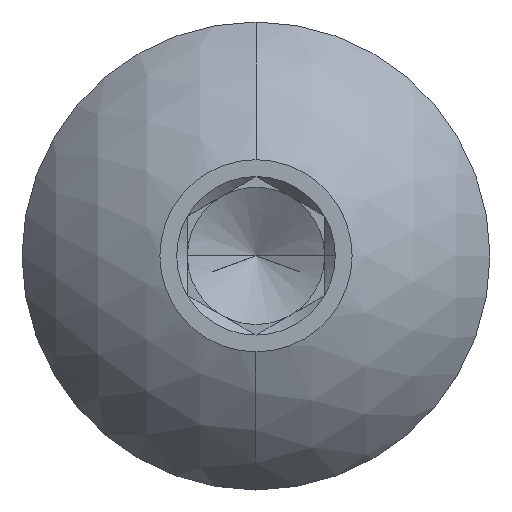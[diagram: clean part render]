
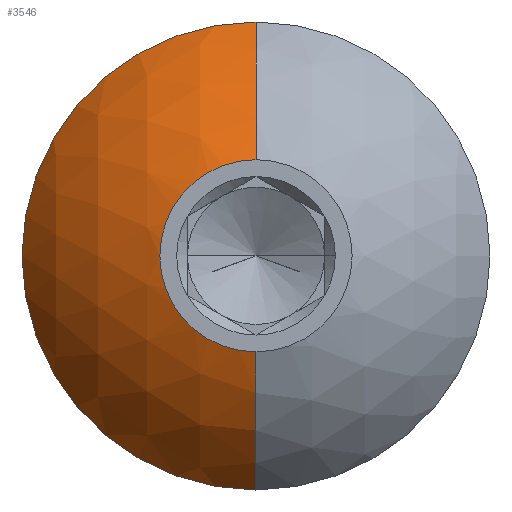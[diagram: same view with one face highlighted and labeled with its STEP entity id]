
A CAD part, top view. The second image highlights one B-rep face of the part: STEP entity #3546.
In plain terms, the highlighted spherical face has radius 3.169 mm.
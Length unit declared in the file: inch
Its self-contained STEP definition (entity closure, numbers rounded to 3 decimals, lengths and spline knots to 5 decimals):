
#50 = EDGE_LOOP ( 'NONE', ( #1911, #490, #4357, #4119, #1876 ) ) ;
#53 = CARTESIAN_POINT ( 'NONE',  ( -0.1065, 0., 0.16514 ) ) ;
#117 = CIRCLE ( 'NONE', #1332, 0.04375 ) ;
#123 = CARTESIAN_POINT ( 'NONE',  ( 0., 0.04375, 0.217 ) ) ;
#150 = VERTEX_POINT ( 'NONE', #53 ) ;
#218 = DIRECTION ( 'NONE',  ( 0., 1., 0. ) ) ;
#307 = CARTESIAN_POINT ( 'NONE',  ( 0., 0., 0.10017 ) ) ;
#483 = CARTESIAN_POINT ( 'NONE',  ( 0., 0., 0.217 ) ) ;
#485 = AXIS2_PLACEMENT_3D ( 'NONE', #1968, #3693, #1580 ) ;
#490 = ORIENTED_EDGE ( 'NONE', *, *, #2407, .T. ) ;
#503 = DIRECTION ( 'NONE',  ( 0., 0., 1. ) ) ;
#525 = CIRCLE ( 'NONE', #918, 0.12476 ) ;
#689 = CARTESIAN_POINT ( 'NONE',  ( 0., 0., 0.10017 ) ) ;
#807 = SPHERICAL_SURFACE ( 'NONE', #4630, 0.12476 ) ;
#918 = AXIS2_PLACEMENT_3D ( 'NONE', #689, #4347, #4636 ) ;
#980 = DIRECTION ( 'NONE',  ( 0., 0., 1. ) ) ;
#1042 = CIRCLE ( 'NONE', #1644, 0.12476 ) ;
#1192 = CARTESIAN_POINT ( 'NONE',  ( 0., -0.04375, 0.217 ) ) ;
#1332 = AXIS2_PLACEMENT_3D ( 'NONE', #483, #503, #3312 ) ;
#1335 = CIRCLE ( 'NONE', #1672, 0.1065 ) ;
#1580 = DIRECTION ( 'NONE',  ( 1., 0., 0. ) ) ;
#1644 = AXIS2_PLACEMENT_3D ( 'NONE', #307, #1798, #3902 ) ;
#1672 = AXIS2_PLACEMENT_3D ( 'NONE', #3847, #980, #4165 ) ;
#1699 = CARTESIAN_POINT ( 'NONE',  ( 0., 0.1065, 0.16514 ) ) ;
#1720 = VERTEX_POINT ( 'NONE', #123 ) ;
#1786 = EDGE_CURVE ( 'NONE', #150, #4052, #4648, .T. ) ;
#1798 = DIRECTION ( 'NONE',  ( 1., 0., 0. ) ) ;
#1876 = ORIENTED_EDGE ( 'NONE', *, *, #2684, .T. ) ;
#1911 = ORIENTED_EDGE ( 'NONE', *, *, #1786, .T. ) ;
#1968 = CARTESIAN_POINT ( 'NONE',  ( 0., 0., 0.16514 ) ) ;
#2023 = DIRECTION ( 'NONE',  ( -1., 0., 0. ) ) ;
#2044 = CARTESIAN_POINT ( 'NONE',  ( 0., -0.1065, 0.16514 ) ) ;
#2327 = VERTEX_POINT ( 'NONE', #1192 ) ;
#2407 = EDGE_CURVE ( 'NONE', #4052, #2327, #525, .T. ) ;
#2424 = CARTESIAN_POINT ( 'NONE',  ( 0., 0., 0.10017 ) ) ;
#2684 = EDGE_CURVE ( 'NONE', #3552, #150, #1335, .T. ) ;
#2854 = EDGE_CURVE ( 'NONE', #3552, #1720, #1042, .T. ) ;
#3060 = FACE_OUTER_BOUND ( 'NONE', #50, .T. ) ;
#3312 = DIRECTION ( 'NONE',  ( 1., 0., 0. ) ) ;
#3546 = ADVANCED_FACE ( 'NONE', ( #3060 ), #807, .T. ) ;
#3552 = VERTEX_POINT ( 'NONE', #1699 ) ;
#3693 = DIRECTION ( 'NONE',  ( 0., 0., 1. ) ) ;
#3847 = CARTESIAN_POINT ( 'NONE',  ( 0., 0., 0.16514 ) ) ;
#3902 = DIRECTION ( 'NONE',  ( 0., 0., -1. ) ) ;
#3950 = EDGE_CURVE ( 'NONE', #1720, #2327, #117, .T. ) ;
#4052 = VERTEX_POINT ( 'NONE', #2044 ) ;
#4119 = ORIENTED_EDGE ( 'NONE', *, *, #2854, .F. ) ;
#4165 = DIRECTION ( 'NONE',  ( 1., 0., 0. ) ) ;
#4347 = DIRECTION ( 'NONE',  ( -1., 0., 0. ) ) ;
#4357 = ORIENTED_EDGE ( 'NONE', *, *, #3950, .F. ) ;
#4630 = AXIS2_PLACEMENT_3D ( 'NONE', #2424, #2023, #218 ) ;
#4636 = DIRECTION ( 'NONE',  ( 0., -1., 0. ) ) ;
#4648 = CIRCLE ( 'NONE', #485, 0.1065 ) ;
